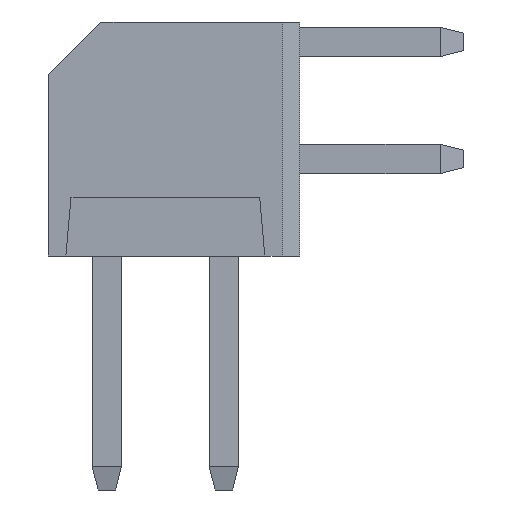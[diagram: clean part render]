
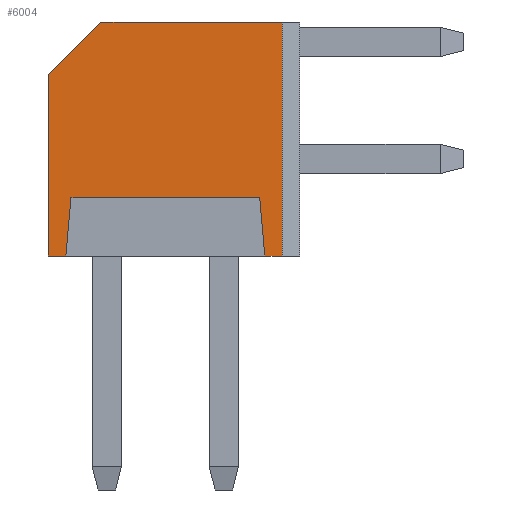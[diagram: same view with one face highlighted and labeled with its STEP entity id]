
A CAD part, left-side view. The second image highlights one B-rep face of the part: STEP entity #6004.
In plain terms, the highlighted planar face has unit normal (-1, 0, 0).
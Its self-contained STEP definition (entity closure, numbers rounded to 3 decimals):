
#481=FACE_OUTER_BOUND('',#818,.T.);
#818=EDGE_LOOP('',(#5093,#5094,#5095,#5096,#5097,#5098,#5099,#5100,#5101));
#1285=LINE('',#9046,#1992);
#1321=LINE('',#9119,#2028);
#1325=LINE('',#9126,#2032);
#1510=LINE('',#9842,#2217);
#1515=LINE('',#9851,#2222);
#1516=LINE('',#9853,#2223);
#1517=LINE('',#9854,#2224);
#1518=LINE('',#9855,#2225);
#1519=LINE('',#9856,#2226);
#1992=VECTOR('',#7440,3.1);
#2028=VECTOR('',#7478,0.3);
#2032=VECTOR('',#7482,0.3);
#2217=VECTOR('',#7911,3.1);
#2222=VECTOR('',#7918,1.004);
#2223=VECTOR('',#7919,3.225);
#2224=VECTOR('',#7920,1.004);
#2225=VECTOR('',#7921,4.);
#2226=VECTOR('',#7922,1.273);
#2583=VERTEX_POINT('',#9043);
#2584=VERTEX_POINT('',#9045);
#2619=VERTEX_POINT('',#9116);
#2620=VERTEX_POINT('',#9118);
#2623=VERTEX_POINT('',#9124);
#2759=VERTEX_POINT('',#9840);
#2760=VERTEX_POINT('',#9841);
#2763=VERTEX_POINT('',#9850);
#2764=VERTEX_POINT('',#9852);
#3277=EDGE_CURVE('',#2583,#2584,#1285,.T.);
#3313=EDGE_CURVE('',#2619,#2620,#1321,.T.);
#3317=EDGE_CURVE('',#2623,#2583,#1325,.T.);
#3558=EDGE_CURVE('',#2759,#2760,#1510,.T.);
#3563=EDGE_CURVE('',#2763,#2623,#1515,.T.);
#3564=EDGE_CURVE('',#2764,#2763,#1516,.T.);
#3565=EDGE_CURVE('',#2620,#2764,#1517,.T.);
#3566=EDGE_CURVE('',#2619,#2759,#1518,.T.);
#3567=EDGE_CURVE('',#2584,#2760,#1519,.T.);
#5093=ORIENTED_EDGE('',*,*,#3277,.F.);
#5094=ORIENTED_EDGE('',*,*,#3317,.F.);
#5095=ORIENTED_EDGE('',*,*,#3563,.F.);
#5096=ORIENTED_EDGE('',*,*,#3564,.F.);
#5097=ORIENTED_EDGE('',*,*,#3565,.F.);
#5098=ORIENTED_EDGE('',*,*,#3313,.F.);
#5099=ORIENTED_EDGE('',*,*,#3566,.T.);
#5100=ORIENTED_EDGE('',*,*,#3558,.T.);
#5101=ORIENTED_EDGE('',*,*,#3567,.F.);
#5508=PLANE('',#6449);
#6004=ADVANCED_FACE('',(#481),#5508,.F.);
#6449=AXIS2_PLACEMENT_3D('',#9849,#7916,#7917);
#7440=DIRECTION('',(0.,0.,1.));
#7478=DIRECTION('',(0.,1.,0.));
#7482=DIRECTION('',(0.,1.,0.));
#7911=DIRECTION('',(0.,1.,0.));
#7916=DIRECTION('center_axis',(1.,0.,0.));
#7917=DIRECTION('ref_axis',(0.,-1.,0.));
#7918=DIRECTION('',(0.,0.087,-0.996));
#7919=DIRECTION('',(0.,1.,0.));
#7920=DIRECTION('',(0.,0.087,0.996));
#7921=DIRECTION('',(0.,0.,1.));
#7922=DIRECTION('',(0.,-0.707,0.707));
#9043=CARTESIAN_POINT('',(0.,4.3,-4.));
#9045=CARTESIAN_POINT('',(0.,4.3,-0.9));
#9046=CARTESIAN_POINT('',(0.,4.3,-4.));
#9116=CARTESIAN_POINT('',(0.,0.3,-4.));
#9118=CARTESIAN_POINT('',(0.,0.6,-4.));
#9119=CARTESIAN_POINT('',(0.,0.3,-4.));
#9124=CARTESIAN_POINT('',(0.,4.,-4.));
#9126=CARTESIAN_POINT('',(0.,4.,-4.));
#9840=CARTESIAN_POINT('',(0.,0.3,0.));
#9841=CARTESIAN_POINT('',(0.,3.4,0.));
#9842=CARTESIAN_POINT('',(0.,0.3,0.));
#9849=CARTESIAN_POINT('Origin',(0.,2.3,-2.));
#9850=CARTESIAN_POINT('',(0.,3.913,-3.));
#9851=CARTESIAN_POINT('',(0.,3.913,-3.));
#9852=CARTESIAN_POINT('',(0.,0.687,-3.));
#9853=CARTESIAN_POINT('',(0.,0.687,-3.));
#9854=CARTESIAN_POINT('',(0.,0.6,-4.));
#9855=CARTESIAN_POINT('',(0.,0.3,-4.));
#9856=CARTESIAN_POINT('',(0.,4.3,-0.9));
